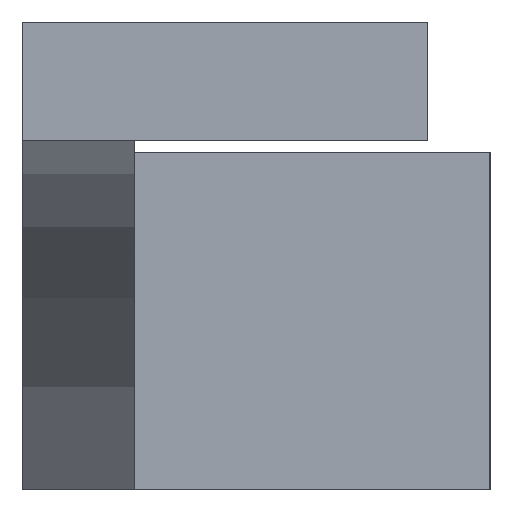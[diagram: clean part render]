
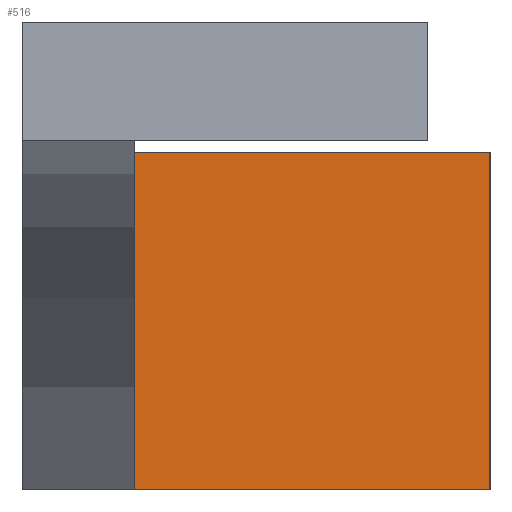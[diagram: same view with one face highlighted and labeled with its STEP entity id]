
A CAD part, front view. The second image highlights one B-rep face of the part: STEP entity #516.
In plain terms, the highlighted planar face has unit normal (0, -1, 0).
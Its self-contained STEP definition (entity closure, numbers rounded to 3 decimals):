
#31=PLANE('',#572);
#49=FACE_OUTER_BOUND('',#83,.T.);
#83=EDGE_LOOP('',(#409,#410,#411,#412));
#115=LINE('',#775,#168);
#119=LINE('',#788,#172);
#131=LINE('',#821,#184);
#136=LINE('',#834,#189);
#168=VECTOR('',#620,10.);
#172=VECTOR('',#632,10.);
#184=VECTOR('',#658,10.);
#189=VECTOR('',#669,10.);
#233=VERTEX_POINT('',#749);
#244=VERTEX_POINT('',#773);
#249=VERTEX_POINT('',#787);
#263=VERTEX_POINT('',#820);
#293=EDGE_CURVE('',#244,#233,#115,.T.);
#299=EDGE_CURVE('',#249,#233,#119,.T.);
#316=EDGE_CURVE('',#263,#249,#131,.T.);
#323=EDGE_CURVE('',#244,#263,#136,.T.);
#409=ORIENTED_EDGE('',*,*,#299,.T.);
#410=ORIENTED_EDGE('',*,*,#293,.F.);
#411=ORIENTED_EDGE('',*,*,#323,.T.);
#412=ORIENTED_EDGE('',*,*,#316,.T.);
#516=ADVANCED_FACE('',(#49),#31,.F.);
#572=AXIS2_PLACEMENT_3D('',#840,#675,#676);
#620=DIRECTION('',(-1.,0.,0.));
#632=DIRECTION('',(0.,0.,-1.));
#658=DIRECTION('',(-1.,0.,0.));
#669=DIRECTION('',(0.,0.,1.));
#675=DIRECTION('center_axis',(0.,1.,0.));
#676=DIRECTION('ref_axis',(-1.,0.,0.));
#749=CARTESIAN_POINT('',(-34.1,-53.,-27.9));
#773=CARTESIAN_POINT('',(-28.1,-53.,-27.9));
#775=CARTESIAN_POINT('',(-30.4,-53.,-27.9));
#787=CARTESIAN_POINT('',(-34.1,-53.,-22.2));
#788=CARTESIAN_POINT('',(-34.1,-53.,-24.25));
#820=CARTESIAN_POINT('',(-28.1,-53.,-22.2));
#821=CARTESIAN_POINT('',(-31.575,-53.,-22.2));
#834=CARTESIAN_POINT('',(-28.1,-53.,-22.5));
#840=CARTESIAN_POINT('Origin',(-29.,-53.,-28.5));
